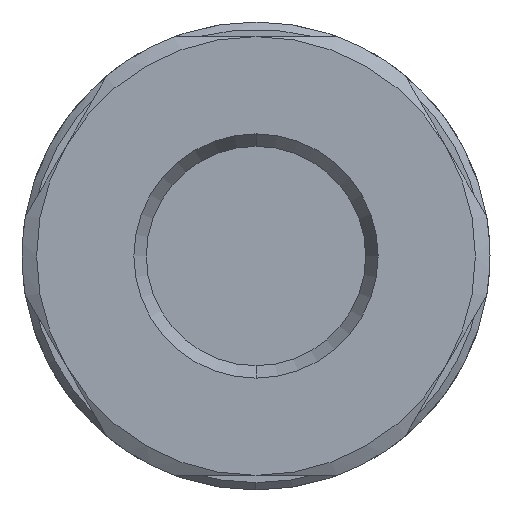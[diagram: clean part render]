
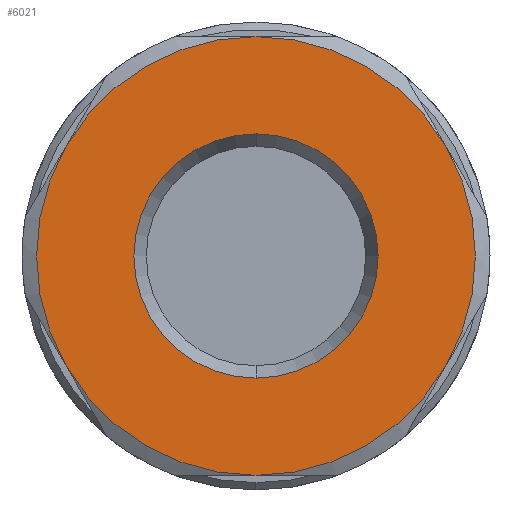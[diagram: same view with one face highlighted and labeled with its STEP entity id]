
A CAD part, left-side view. The second image highlights one B-rep face of the part: STEP entity #6021.
In plain terms, the highlighted planar face has unit normal (-1, 0, 0).
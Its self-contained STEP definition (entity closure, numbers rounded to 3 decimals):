
#1 = ORIENTED_EDGE ( 'NONE', *, *, #1086, .F. ) ;
#2 = ORIENTED_EDGE ( 'NONE', *, *, #1087, .F. ) ;
#3 = ORIENTED_EDGE ( 'NONE', *, *, #1088, .F. ) ;
#4 = ORIENTED_EDGE ( 'NONE', *, *, #1089, .F. ) ;
#8 = ORIENTED_EDGE ( 'NONE', *, *, #982, .T. ) ;
#9 = ORIENTED_EDGE ( 'NONE', *, *, #1082, .T. ) ;
#122 = ORIENTED_EDGE ( 'NONE', *, *, #1084, .F. ) ;
#143 = ORIENTED_EDGE ( 'NONE', *, *, #1085, .F. ) ;
#505 = CARTESIAN_POINT ( 'NONE',  ( -18.1, 0., 8.35 ) ) ;
#582 = CARTESIAN_POINT ( 'NONE',  ( -18.1, 12.99, 7.5 ) ) ;
#583 = CARTESIAN_POINT ( 'NONE',  ( -18.1, 0., 15. ) ) ;
#584 = CARTESIAN_POINT ( 'NONE',  ( -18.1, 12.99, -7.5 ) ) ;
#585 = CARTESIAN_POINT ( 'NONE',  ( -18.1, 0., -15. ) ) ;
#586 = CARTESIAN_POINT ( 'NONE',  ( -18.1, -12.99, -7.5 ) ) ;
#587 = CARTESIAN_POINT ( 'NONE',  ( -18.1, -12.99, 7.5 ) ) ;
#591 = CARTESIAN_POINT ( 'NONE',  ( -18.1, 0., -8.35 ) ) ;
#902 = EDGE_LOOP ( 'NONE', ( #8, #9 ) ) ;
#957 = EDGE_LOOP ( 'NONE', ( #122, #143, #1, #2, #3, #4 ) ) ;
#982 = EDGE_CURVE ( 'NONE', #5344, #5469, #5632, .T. ) ;
#1082 = EDGE_CURVE ( 'NONE', #5469, #5344, #1355, .T. ) ;
#1084 = EDGE_CURVE ( 'NONE', #5460, #5461, #1357, .T. ) ;
#1085 = EDGE_CURVE ( 'NONE', #5462, #5460, #1358, .T. ) ;
#1086 = EDGE_CURVE ( 'NONE', #5463, #5462, #1359, .T. ) ;
#1087 = EDGE_CURVE ( 'NONE', #5464, #5463, #1360, .T. ) ;
#1088 = EDGE_CURVE ( 'NONE', #5465, #5464, #1361, .T. ) ;
#1089 = EDGE_CURVE ( 'NONE', #5461, #5465, #1362, .T. ) ;
#1195 = AXIS2_PLACEMENT_3D ( 'NONE', #5259, #5260, #5261 ) ;
#1355 = CIRCLE ( 'NONE', #1475, 8.35 ) ;
#1357 = CIRCLE ( 'NONE', #1477, 15. ) ;
#1358 = CIRCLE ( 'NONE', #1478, 15. ) ;
#1359 = CIRCLE ( 'NONE', #1479, 15. ) ;
#1360 = CIRCLE ( 'NONE', #1480, 15. ) ;
#1361 = CIRCLE ( 'NONE', #1481, 15. ) ;
#1362 = CIRCLE ( 'NONE', #1482, 15. ) ;
#1475 = AXIS2_PLACEMENT_3D ( 'NONE', #5022, #5023, #5024 ) ;
#1477 = AXIS2_PLACEMENT_3D ( 'NONE', #5028, #5029, #5030 ) ;
#1478 = AXIS2_PLACEMENT_3D ( 'NONE', #5031, #5032, #5033 ) ;
#1479 = AXIS2_PLACEMENT_3D ( 'NONE', #5034, #5035, #5036 ) ;
#1480 = AXIS2_PLACEMENT_3D ( 'NONE', #5037, #5038, #5039 ) ;
#1481 = AXIS2_PLACEMENT_3D ( 'NONE', #5040, #5041, #5042 ) ;
#1482 = AXIS2_PLACEMENT_3D ( 'NONE', #5043, #5044, #5045 ) ;
#1655 = AXIS2_PLACEMENT_3D ( 'NONE', #3474, #3475, #3476 ) ;
#3376 = FACE_OUTER_BOUND ( 'NONE', #957, .T. ) ;
#3377 = FACE_BOUND ( 'NONE', #902, .T. ) ;
#3473 = PLANE ( 'NONE',  #1655 ) ;
#3474 = CARTESIAN_POINT ( 'NONE',  ( -18.1, 15., 0. ) ) ;
#3475 = DIRECTION ( 'NONE',  ( -1., 0., 0. ) ) ;
#3476 = DIRECTION ( 'NONE',  ( 0., 0., 1. ) ) ;
#5022 = CARTESIAN_POINT ( 'NONE',  ( -18.1, 0., 0. ) ) ;
#5023 = DIRECTION ( 'NONE',  ( 1., 0., 0. ) ) ;
#5024 = DIRECTION ( 'NONE',  ( 0., 0., 1. ) ) ;
#5028 = CARTESIAN_POINT ( 'NONE',  ( -18.1, 0., 0. ) ) ;
#5029 = DIRECTION ( 'NONE',  ( 1., 0., 0. ) ) ;
#5030 = DIRECTION ( 'NONE',  ( 0., 0., -1. ) ) ;
#5031 = CARTESIAN_POINT ( 'NONE',  ( -18.1, 0., 0. ) ) ;
#5032 = DIRECTION ( 'NONE',  ( 1., 0., 0. ) ) ;
#5033 = DIRECTION ( 'NONE',  ( 0., 0., -1. ) ) ;
#5034 = CARTESIAN_POINT ( 'NONE',  ( -18.1, 0., 0. ) ) ;
#5035 = DIRECTION ( 'NONE',  ( 1., 0., 0. ) ) ;
#5036 = DIRECTION ( 'NONE',  ( 0., 0., -1. ) ) ;
#5037 = CARTESIAN_POINT ( 'NONE',  ( -18.1, 0., 0. ) ) ;
#5038 = DIRECTION ( 'NONE',  ( 1., 0., 0. ) ) ;
#5039 = DIRECTION ( 'NONE',  ( 0., 0., -1. ) ) ;
#5040 = CARTESIAN_POINT ( 'NONE',  ( -18.1, 0., 0. ) ) ;
#5041 = DIRECTION ( 'NONE',  ( 1., 0., 0. ) ) ;
#5042 = DIRECTION ( 'NONE',  ( 0., 0., -1. ) ) ;
#5043 = CARTESIAN_POINT ( 'NONE',  ( -18.1, 0., 0. ) ) ;
#5044 = DIRECTION ( 'NONE',  ( 1., 0., 0. ) ) ;
#5045 = DIRECTION ( 'NONE',  ( 0., 0., -1. ) ) ;
#5259 = CARTESIAN_POINT ( 'NONE',  ( -18.1, 0., 0. ) ) ;
#5260 = DIRECTION ( 'NONE',  ( 1., 0., 0. ) ) ;
#5261 = DIRECTION ( 'NONE',  ( 0., 0., 1. ) ) ;
#5344 = VERTEX_POINT ( 'NONE', #505 ) ;
#5460 = VERTEX_POINT ( 'NONE', #582 ) ;
#5461 = VERTEX_POINT ( 'NONE', #583 ) ;
#5462 = VERTEX_POINT ( 'NONE', #584 ) ;
#5463 = VERTEX_POINT ( 'NONE', #585 ) ;
#5464 = VERTEX_POINT ( 'NONE', #586 ) ;
#5465 = VERTEX_POINT ( 'NONE', #587 ) ;
#5469 = VERTEX_POINT ( 'NONE', #591 ) ;
#5632 = CIRCLE ( 'NONE', #1195, 8.35 ) ;
#6021 = ADVANCED_FACE ( 'NONE', ( #3376, #3377 ), #3473, .T. ) ;
